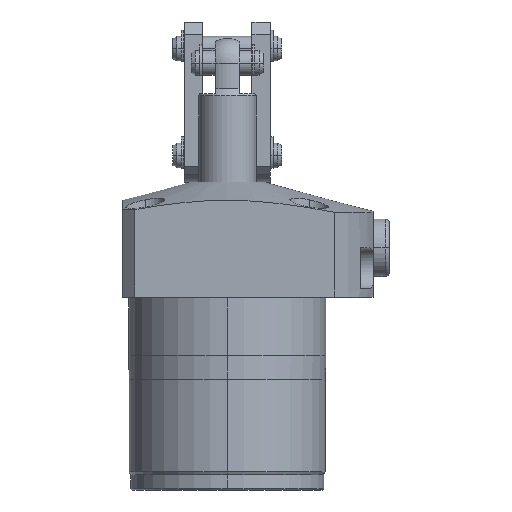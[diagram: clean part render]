
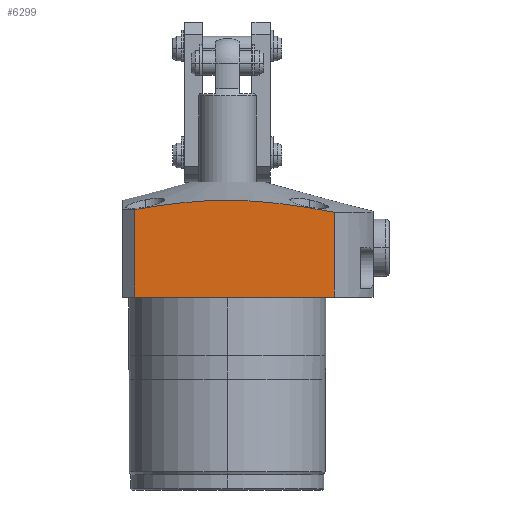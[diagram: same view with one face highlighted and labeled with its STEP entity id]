
A CAD part, left-side view. The second image highlights one B-rep face of the part: STEP entity #6299.
In plain terms, the highlighted planar face has unit normal (-1, 0, 0).
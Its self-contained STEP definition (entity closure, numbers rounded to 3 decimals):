
#414 = AXIS2_PLACEMENT_3D ( 'NONE', #2685, #2686, #2687 ) ;
#416 = FACE_OUTER_BOUND ( 'NONE', #2370, .T. ) ;
#588 = VECTOR ( 'NONE', #6527, 1000. ) ;
#596 = VECTOR ( 'NONE', #6502, 1000. ) ;
#1049 = LINE ( 'NONE', #1050, #5953 ) ;
#1050 = CARTESIAN_POINT ( 'NONE',  ( -25.5, 22.5, -47. ) ) ;
#1051 = DIRECTION ( 'NONE',  ( 0., 0., -1. ) ) ;
#1915 = B_SPLINE_CURVE_WITH_KNOTS ( 'NONE', 3,
 ( #7214, #7216, #7217, #7218, #7219, #7221, #7223, #7225 ),
 .UNSPECIFIED., .F., .F.,
 ( 4, 2, 2, 4 ),
 ( 0.065, 0.071, 0.077, 0.088 ),
 .UNSPECIFIED. ) ;
#1920 = B_SPLINE_CURVE_WITH_KNOTS ( 'NONE', 3,
 ( #6558, #6559, #6560, #6561, #6562, #6563, #6564, #6565 ),
 .UNSPECIFIED., .F., .F.,
 ( 4, 2, 2, 4 ),
 ( 0.039, 0.052, 0.059, 0.065 ),
 .UNSPECIFIED. ) ;
#2333 = VERTEX_POINT ( 'NONE', #4771 ) ;
#2334 = VERTEX_POINT ( 'NONE', #4772 ) ;
#2341 = VERTEX_POINT ( 'NONE', #6835 ) ;
#2342 = VERTEX_POINT ( 'NONE', #6836 ) ;
#2347 = VERTEX_POINT ( 'NONE', #6841 ) ;
#2370 = EDGE_LOOP ( 'NONE', ( #5379, #5377, #5375, #5371, #5369 ) ) ;
#2684 = PLANE ( 'NONE',  #414 ) ;
#2685 = CARTESIAN_POINT ( 'NONE',  ( -25.5, -35.5, -47. ) ) ;
#2686 = DIRECTION ( 'NONE',  ( 1., 0., 0. ) ) ;
#2687 = DIRECTION ( 'NONE',  ( 0., 1., 0. ) ) ;
#4771 = CARTESIAN_POINT ( 'NONE',  ( -25.5, 22.5, 21.299 ) ) ;
#4772 = CARTESIAN_POINT ( 'NONE',  ( -25.5, 0., 23.579 ) ) ;
#5369 = ORIENTED_EDGE ( 'NONE', *, *, #6203, .T. ) ;
#5371 = ORIENTED_EDGE ( 'NONE', *, *, #6197, .T. ) ;
#5375 = ORIENTED_EDGE ( 'NONE', *, *, #6485, .T. ) ;
#5377 = ORIENTED_EDGE ( 'NONE', *, *, #6183, .T. ) ;
#5379 = ORIENTED_EDGE ( 'NONE', *, *, #6212, .T. ) ;
#5953 = VECTOR ( 'NONE', #1051, 1000. ) ;
#6183 = EDGE_CURVE ( 'NONE', #2334, #2333, #1915, .T. ) ;
#6197 = EDGE_CURVE ( 'NONE', #2342, #2341, #7284, .T. ) ;
#6203 = EDGE_CURVE ( 'NONE', #2341, #2347, #6525, .T. ) ;
#6212 = EDGE_CURVE ( 'NONE', #2347, #2334, #1920, .T. ) ;
#6299 = ADVANCED_FACE ( 'NONE', ( #416 ), #2684, .F. ) ;
#6485 = EDGE_CURVE ( 'NONE', #2333, #2342, #1049, .T. ) ;
#6501 = CARTESIAN_POINT ( 'NONE',  ( -25.5, -35.5, 0. ) ) ;
#6502 = DIRECTION ( 'NONE',  ( 0., -1., 0. ) ) ;
#6525 = LINE ( 'NONE', #6526, #588 ) ;
#6526 = CARTESIAN_POINT ( 'NONE',  ( -25.5, -26.115, 100. ) ) ;
#6527 = DIRECTION ( 'NONE',  ( 0., 0., 1. ) ) ;
#6558 = CARTESIAN_POINT ( 'NONE',  ( -25.5, -26.115, 20.631 ) ) ;
#6559 = CARTESIAN_POINT ( 'NONE',  ( -25.5, -21.785, 21.462 ) ) ;
#6560 = CARTESIAN_POINT ( 'NONE',  ( -25.5, -17.449, 22.197 ) ) ;
#6561 = CARTESIAN_POINT ( 'NONE',  ( -25.5, -10.924, 22.996 ) ) ;
#6562 = CARTESIAN_POINT ( 'NONE',  ( -25.5, -8.746, 23.21 ) ) ;
#6563 = CARTESIAN_POINT ( 'NONE',  ( -25.5, -4.38, 23.502 ) ) ;
#6564 = CARTESIAN_POINT ( 'NONE',  ( -25.5, -2.193, 23.579 ) ) ;
#6565 = CARTESIAN_POINT ( 'NONE',  ( -25.5, 0., 23.579 ) ) ;
#6835 = CARTESIAN_POINT ( 'NONE',  ( -25.5, -26.115, 0. ) ) ;
#6836 = CARTESIAN_POINT ( 'NONE',  ( -25.5, 22.5, 0. ) ) ;
#6841 = CARTESIAN_POINT ( 'NONE',  ( -25.5, -26.115, 20.631 ) ) ;
#7214 = CARTESIAN_POINT ( 'NONE',  ( -25.5, 0., 23.579 ) ) ;
#7216 = CARTESIAN_POINT ( 'NONE',  ( -25.5, 1.873, 23.579 ) ) ;
#7217 = CARTESIAN_POINT ( 'NONE',  ( -25.5, 3.749, 23.523 ) ) ;
#7218 = CARTESIAN_POINT ( 'NONE',  ( -25.5, 7.509, 23.306 ) ) ;
#7219 = CARTESIAN_POINT ( 'NONE',  ( -25.5, 9.393, 23.145 ) ) ;
#7221 = CARTESIAN_POINT ( 'NONE',  ( -25.5, 15.048, 22.532 ) ) ;
#7223 = CARTESIAN_POINT ( 'NONE',  ( -25.5, 18.783, 21.958 ) ) ;
#7225 = CARTESIAN_POINT ( 'NONE',  ( -25.5, 22.5, 21.299 ) ) ;
#7284 = LINE ( 'NONE', #6501, #596 ) ;
